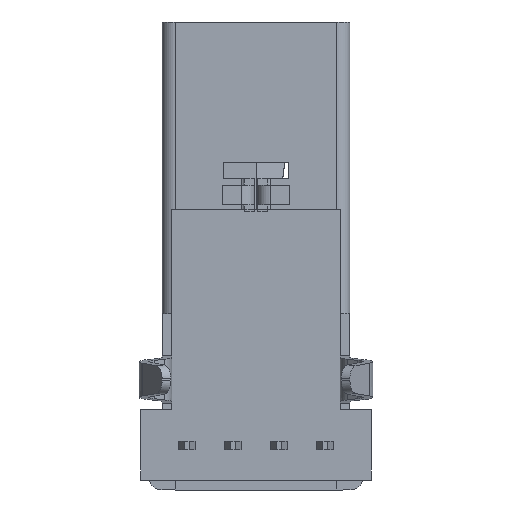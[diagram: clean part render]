
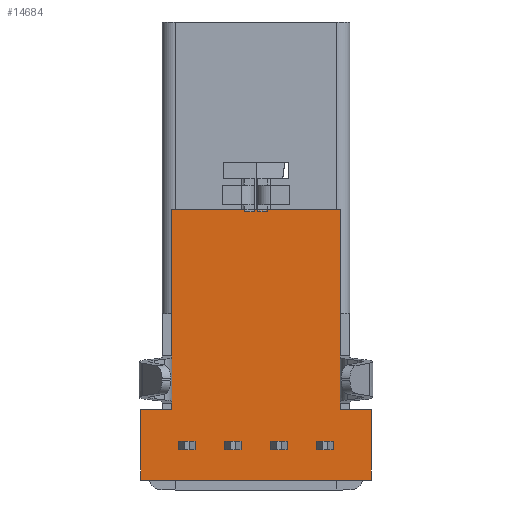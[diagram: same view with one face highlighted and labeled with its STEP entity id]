
A CAD part, front view. The second image highlights one B-rep face of the part: STEP entity #14684.
In plain terms, the highlighted planar face has unit normal (0, -1, 0).
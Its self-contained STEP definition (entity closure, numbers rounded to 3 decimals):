
#959 = VERTEX_POINT ( 'NONE', #12115 ) ;
#1780 = EDGE_CURVE ( 'NONE', #13859, #2863, #3688, .T. ) ;
#1860 = ORIENTED_EDGE ( 'NONE', *, *, #15085, .F. ) ;
#2397 = DIRECTION ( 'NONE',  ( -1., 0., 0. ) ) ;
#2863 = VERTEX_POINT ( 'NONE', #19020 ) ;
#3688 = LINE ( 'NONE', #17760, #6647 ) ;
#4071 = CARTESIAN_POINT ( 'NONE',  ( -2.55, -7.11, -11.75 ) ) ;
#4401 = CARTESIAN_POINT ( 'NONE',  ( -3.5, -7.11, -11.75 ) ) ;
#4688 = CARTESIAN_POINT ( 'NONE',  ( -2.55, -7.11, -13.9 ) ) ;
#4772 = CARTESIAN_POINT ( 'NONE',  ( 3.5, -7.11, -11.75 ) ) ;
#4794 = DIRECTION ( 'NONE',  ( 0., 0., -1. ) ) ;
#4914 = FACE_OUTER_BOUND ( 'NONE', #14827, .T. ) ;
#5213 = AXIS2_PLACEMENT_3D ( 'NONE', #10117, #22150, #4794 ) ;
#5356 = LINE ( 'NONE', #8525, #5620 ) ;
#5620 = VECTOR ( 'NONE', #10336, 1000. ) ;
#5830 = CARTESIAN_POINT ( 'NONE',  ( 2.55, -7.11, -11.75 ) ) ;
#6232 = DIRECTION ( 'NONE',  ( -1., 0., 0. ) ) ;
#6337 = VERTEX_POINT ( 'NONE', #5830 ) ;
#6345 = LINE ( 'NONE', #11675, #8803 ) ;
#6647 = VECTOR ( 'NONE', #16276, 1000. ) ;
#7582 = VERTEX_POINT ( 'NONE', #4401 ) ;
#8357 = CARTESIAN_POINT ( 'NONE',  ( 3.5, -7.11, -13.9 ) ) ;
#8461 = VECTOR ( 'NONE', #2397, 1000. ) ;
#8525 = CARTESIAN_POINT ( 'NONE',  ( -3.5, -7.11, -11.75 ) ) ;
#8777 = DIRECTION ( 'NONE',  ( 0., 0., -1. ) ) ;
#8803 = VECTOR ( 'NONE', #6232, 1000. ) ;
#8874 = LINE ( 'NONE', #17728, #18177 ) ;
#8882 = ORIENTED_EDGE ( 'NONE', *, *, #10275, .F. ) ;
#9452 = ORIENTED_EDGE ( 'NONE', *, *, #17145, .T. ) ;
#9760 = LINE ( 'NONE', #4772, #14335 ) ;
#10117 = CARTESIAN_POINT ( 'NONE',  ( 10.819, -7.11, -13.9 ) ) ;
#10275 = EDGE_CURVE ( 'NONE', #18385, #2863, #21938, .T. ) ;
#10336 = DIRECTION ( 'NONE',  ( -1., 0., 0. ) ) ;
#10491 = LINE ( 'NONE', #17750, #20498 ) ;
#10565 = CARTESIAN_POINT ( 'NONE',  ( 2.55, -7.11, -5.675 ) ) ;
#11675 = CARTESIAN_POINT ( 'NONE',  ( -3.5, -7.11, -11.75 ) ) ;
#12115 = CARTESIAN_POINT ( 'NONE',  ( 3.5, -7.11, -11.75 ) ) ;
#12707 = LINE ( 'NONE', #17948, #8461 ) ;
#13466 = ORIENTED_EDGE ( 'NONE', *, *, #1780, .T. ) ;
#13847 = DIRECTION ( 'NONE',  ( 0., 0., -1. ) ) ;
#13859 = VERTEX_POINT ( 'NONE', #10565 ) ;
#14020 = EDGE_CURVE ( 'NONE', #959, #6337, #6345, .T. ) ;
#14335 = VECTOR ( 'NONE', #22133, 1000. ) ;
#14644 = VERTEX_POINT ( 'NONE', #15219 ) ;
#14684 = ADVANCED_FACE ( 'NONE', ( #4914 ), #22051, .T. ) ;
#14827 = EDGE_LOOP ( 'NONE', ( #8882, #9452, #19486, #1860, #15152, #19146, #20726, #13466 ) ) ;
#15085 = EDGE_CURVE ( 'NONE', #17692, #14644, #12707, .T. ) ;
#15152 = ORIENTED_EDGE ( 'NONE', *, *, #19413, .T. ) ;
#15219 = CARTESIAN_POINT ( 'NONE',  ( -3.5, -7.11, -13.9 ) ) ;
#15466 = VECTOR ( 'NONE', #21822, 1000. ) ;
#16276 = DIRECTION ( 'NONE',  ( -1., 0., 0. ) ) ;
#17145 = EDGE_CURVE ( 'NONE', #18385, #7582, #5356, .T. ) ;
#17692 = VERTEX_POINT ( 'NONE', #8357 ) ;
#17728 = CARTESIAN_POINT ( 'NONE',  ( 2.55, -7.11, -13.9 ) ) ;
#17750 = CARTESIAN_POINT ( 'NONE',  ( -3.5, -7.11, -11.75 ) ) ;
#17760 = CARTESIAN_POINT ( 'NONE',  ( 10.819, -7.11, -5.675 ) ) ;
#17948 = CARTESIAN_POINT ( 'NONE',  ( 10.819, -7.11, -13.9 ) ) ;
#18029 = EDGE_CURVE ( 'NONE', #7582, #14644, #10491, .T. ) ;
#18177 = VECTOR ( 'NONE', #13847, 1000. ) ;
#18385 = VERTEX_POINT ( 'NONE', #4071 ) ;
#19020 = CARTESIAN_POINT ( 'NONE',  ( -2.55, -7.11, -5.675 ) ) ;
#19146 = ORIENTED_EDGE ( 'NONE', *, *, #14020, .T. ) ;
#19225 = EDGE_CURVE ( 'NONE', #13859, #6337, #8874, .T. ) ;
#19413 = EDGE_CURVE ( 'NONE', #17692, #959, #9760, .T. ) ;
#19486 = ORIENTED_EDGE ( 'NONE', *, *, #18029, .T. ) ;
#20498 = VECTOR ( 'NONE', #8777, 1000. ) ;
#20726 = ORIENTED_EDGE ( 'NONE', *, *, #19225, .F. ) ;
#21822 = DIRECTION ( 'NONE',  ( 0., 0., 1. ) ) ;
#21938 = LINE ( 'NONE', #4688, #15466 ) ;
#22051 = PLANE ( 'NONE',  #5213 ) ;
#22133 = DIRECTION ( 'NONE',  ( 0., 0., 1. ) ) ;
#22150 = DIRECTION ( 'NONE',  ( 0., -1., 0. ) ) ;
